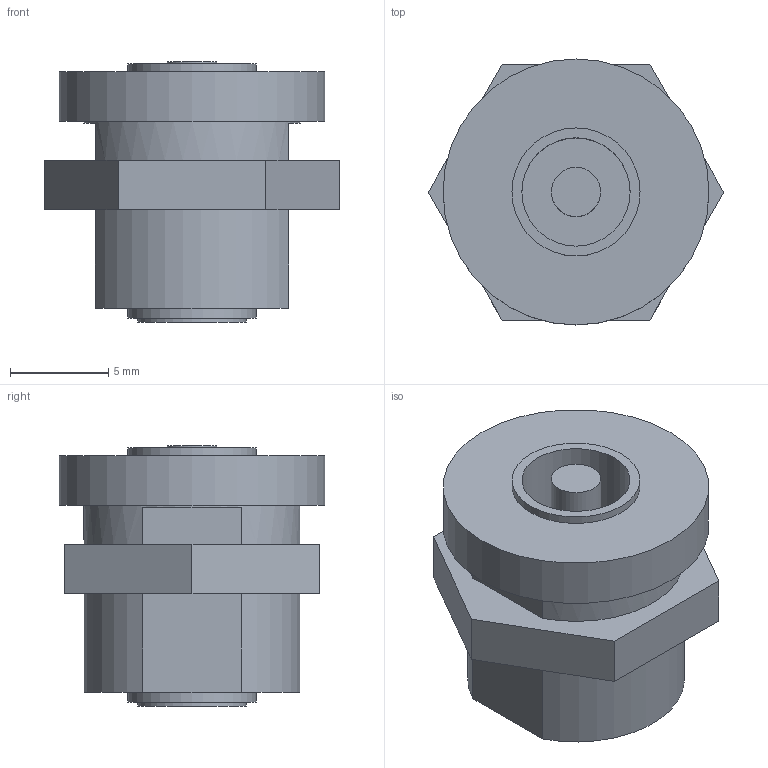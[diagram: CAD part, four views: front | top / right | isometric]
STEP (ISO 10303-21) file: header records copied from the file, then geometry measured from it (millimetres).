
FILE_DESCRIPTION(('FreeCAD Model'),'2;1');
FILE_NAME('Open CASCADE Shape Model','2025-12-06T09:08:47',(''),(''), 'Open CASCADE STEP processor 7.6','FreeCAD','Unknown');
FILE_SCHEMA(('AUTOMOTIVE_DESIGN { 1 0 10303 214 1 1 1 1 }'));
Length unit declared in the file: millimetre
Products named in the file (1): Fusion
Bounding box: 15 x 13.5 x 13.2 mm (x, y, z)
Volume: 1209 mm3; surface area: 1125.8 mm2
Topology: 1 solids, 1 shells, 31 faces, 63 edges, 42 vertices
Faces by surface type: plane 22, cylinder 9
Full cylindrical faces by diameter (mm): 2.5 x1, 5.5 x2, 6.5 x2, 11 x1, 13.5 x1
Entity records: 1039 total; most frequent: DIRECTION 149, CARTESIAN_POINT 137, ORIENTED_EDGE 126, EDGE_CURVE 63, AXIS2_PLACEMENT_3D 54, VERTEX_POINT 42, LINE 41, VECTOR 41
